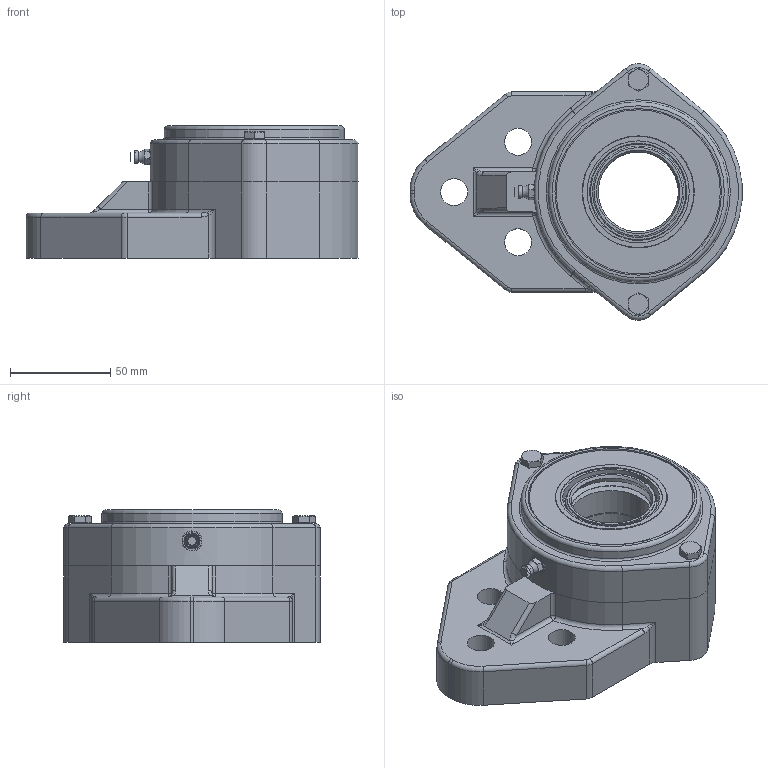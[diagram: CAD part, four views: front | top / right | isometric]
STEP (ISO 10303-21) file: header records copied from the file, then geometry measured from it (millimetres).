
FILE_DESCRIPTION(/* description */ (''),/* implementation_level */ '2;1');
FILE_NAME(/* name */ 'NG40F31.stp',/* time_stamp */ '2020-03-06T11:41:56+01:00',/* author */ ('fje'),/* organization */ (''),/* preprocessor_version */ 'ST-DEVELOPER v17',/* originating_system */ 'Autodesk Inventor 2018',/* authorisation */ '');
FILE_SCHEMA (('CONFIG_CONTROL_DESIGN'));
Length unit declared in the file: millimetre
Products named in the file (1): Part10
Bounding box: 165.83 x 128 x 66 mm (x, y, z)
Volume: 503869.9 mm3; surface area: 155931.6 mm2
Topology: 18 solids, 19 shells, 412 faces, 1043 edges, 695 vertices
Faces by surface type: plane 168, cylinder 126, cone 60, torus 41, bspline 10, sphere 7
Full cylindrical faces by diameter (mm): 2.4 x2, 3 x4, 4.917 x2, 5.459 x2, 6 x4, 6.5 x2, 7 x4, 7.8 x4, 8 x1, 8.7 x2, 9 x3, 10 x1, 13.5 x3, 40 x2, 44.2 x2, 48.5 x2, 49.4 x2, 51 x2, 52 x4, 53.21 x2, 55.6 x1, 55.75 x1, 56 x1, 58 x1, 68.45 x1, 70.99 x4, 72 x1, 82 x2, 83.2 x1, 88 x2
Entity records: 14115 total; most frequent: CARTESIAN_POINT 3228, DIRECTION 2298, ORIENTED_EDGE 2090, EDGE_CURVE 1045, AXIS2_PLACEMENT_3D 950, VERTEX_POINT 719, CIRCLE 529, EDGE_LOOP 501
